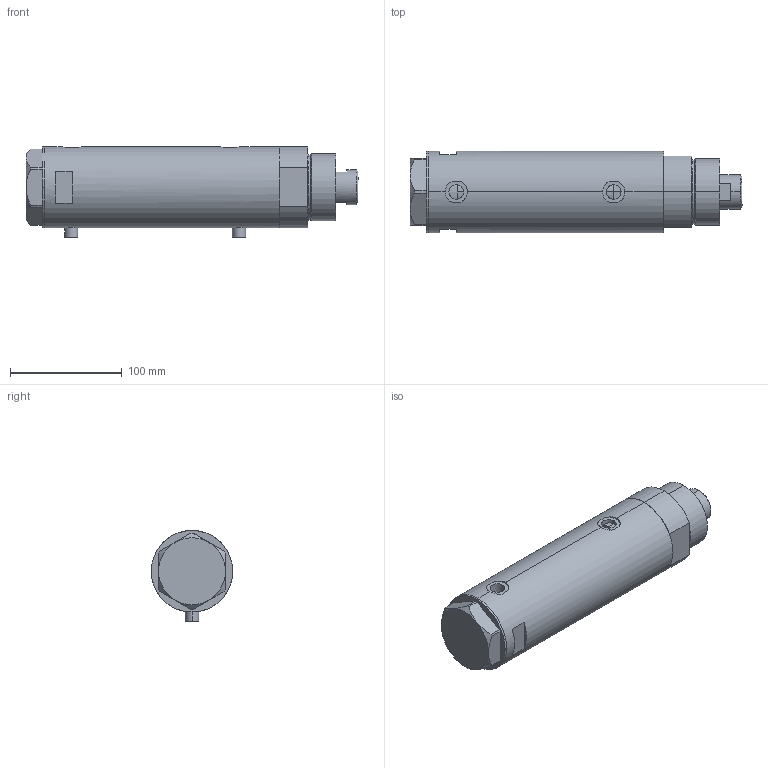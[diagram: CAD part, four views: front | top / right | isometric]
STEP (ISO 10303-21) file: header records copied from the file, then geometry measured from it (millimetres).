
FILE_DESCRIPTION (( 'STEP AP203' ), '1' );
FILE_NAME ('270c.STEP', '2024-02-11T23:09:39', ( '' ), ( '' ), 'SwSTEP 2.0', 'SolidWorks 2019', '' );
FILE_SCHEMA (( 'CONFIG_CONTROL_DESIGN' ));
Length unit declared in the file: millimetre
Products named in the file (5): 270c; V270CG_VC 0c183eb19572c62ca1cb881c78db0b27; V270CG_BACK 0c183eb19572c62ca1cb881c78db0b27; V270CG_FRONT 0c183eb19572c62ca1cb881c78db0b27; V270CG_MIDDLE 0c183eb19572c62ca1cb881c78db0b27
Assembly tree (4 placements, depth 2):
  270c
    V270CG_MIDDLE 0c183eb19572c62ca1cb881c78db0b27
    V270CG_BACK 0c183eb19572c62ca1cb881c78db0b27
    V270CG_FRONT 0c183eb19572c62ca1cb881c78db0b27
    V270CG_VC 0c183eb19572c62ca1cb881c78db0b27
Bounding box: 297.5 x 73 x 81.5 mm (x, y, z)
Volume: 1066624.9 mm3; surface area: 171586 mm2
Topology: 4 solids, 4 shells, 120 faces, 277 edges, 171 vertices
Faces by surface type: cylinder 51, plane 49, cone 16, torus 4
Entity records: 4464 total; most frequent: CARTESIAN_POINT 1191, DIRECTION 611, ORIENTED_EDGE 550, EDGE_CURVE 275, AXIS2_PLACEMENT_3D 247, VERTEX_POINT 171, EDGE_LOOP 136, ADVANCED_FACE 120
